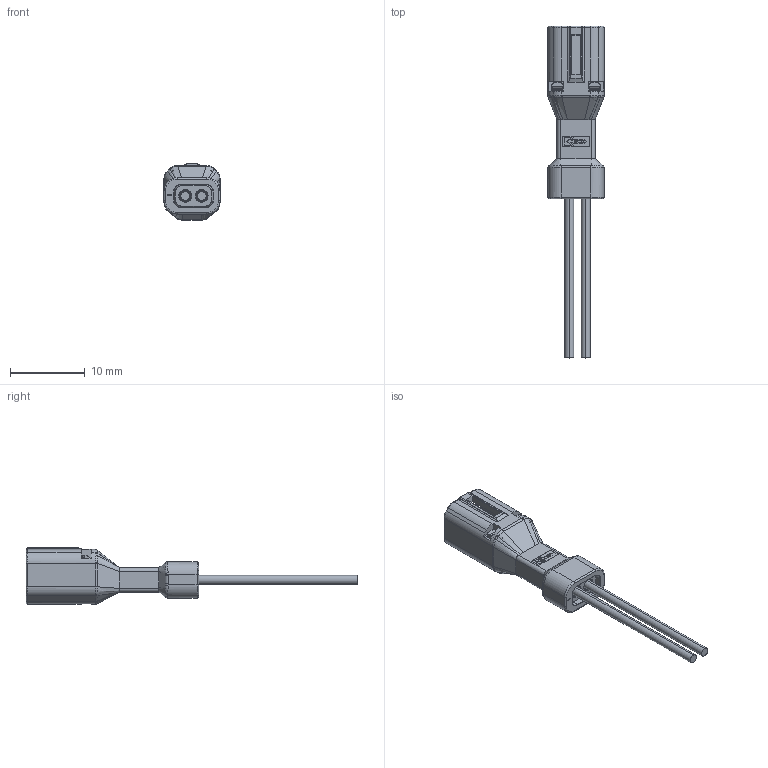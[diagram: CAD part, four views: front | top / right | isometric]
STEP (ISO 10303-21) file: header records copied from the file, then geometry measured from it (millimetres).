
FILE_DESCRIPTION((''),'2;1');
FILE_NAME('2PIN-G1','2025-03-18T17:02:57',('NK210218'),(''),'CREO PARAMETRIC BY PTC INC, 2020053','CREO PARAMETRIC BY PTC INC, 2020053','');
FILE_SCHEMA(('CONFIG_CONTROL_DESIGN','SHAPE_APPEARANCE_LAYERS_GROUPS'));
Length unit declared in the file: inch
Products named in the file (1): 2PIN-G1
Bounding box: 7.5 x 44.35 x 7.5 mm (x, y, z)
Volume: 542.1 mm3; surface area: 1250.6 mm2
Topology: 1 solids, 3 shells, 756 faces, 1863 edges, 1125 vertices
Faces by surface type: plane 345, cylinder 156, bspline 88, cone 78, torus 78, extrusion 11
Entity records: 32360 total; most frequent: CARTESIAN_POINT 9693, ORIENTED_EDGE 3726, DIRECTION 3355, EDGE_CURVE 1863, VECTOR 1149, LINE 1138, VERTEX_POINT 1125, AXIS2_PLACEMENT_3D 1103
